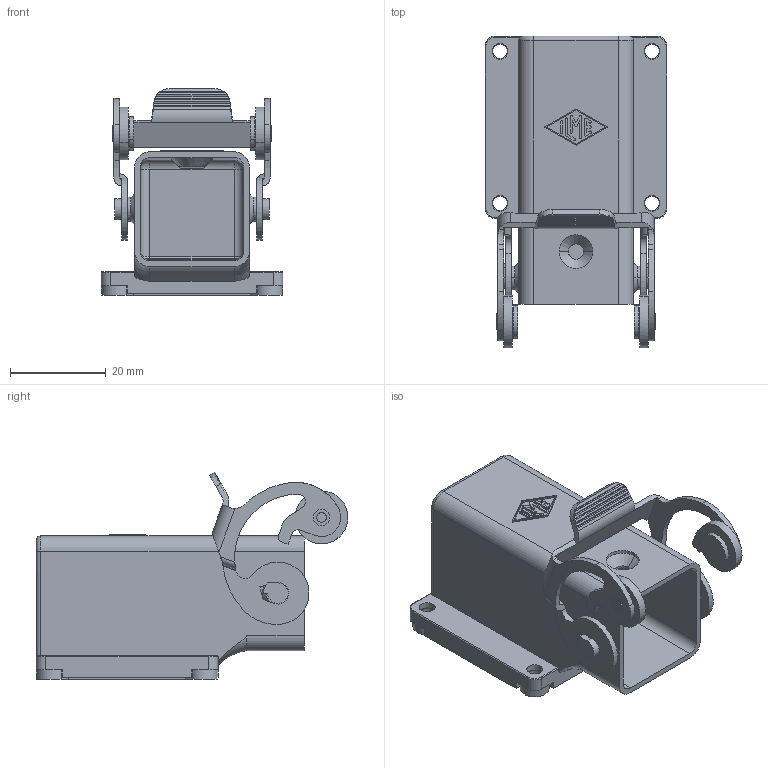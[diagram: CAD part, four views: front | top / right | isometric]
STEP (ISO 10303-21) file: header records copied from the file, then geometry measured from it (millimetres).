
FILE_DESCRIPTION(('Creo Elements/Direct Modeling STEP Export'),'2;1');
FILE_NAME('0lndrp34cr5ag254344','2017-09-22T10:42:01',(''),(''),'PTC Creo Elements/Direct Modeling STEP processor for AP214 (Solid Model)','PTC Creo Elements/Direct Modeling 19.0E 27-Jun-2016 (C) Parametric Technology GmbH','');
FILE_SCHEMA(('AUTOMOTIVE_DESIGN { 1 0 10303 214 1 1 1 1 }'));
Length unit declared in the file: millimetre
Products named in the file (2): CKAXW_03_IA4
Assembly tree (1 placements, depth 2):
  CKAXW_03_IA4
    CKAXW_03_IA4
Bounding box: 38 x 65.13 x 43.2 mm (x, y, z)
Volume: 14606.9 mm3; surface area: 15407 mm2
Topology: 1 solids, 1 shells, 387 faces, 1034 edges, 668 vertices
Faces by surface type: plane 198, cylinder 165, cone 11, torus 8, bspline 3, sphere 2
Entity records: 14522 total; most frequent: CARTESIAN_POINT 4842, ORIENTED_EDGE 2064, DIRECTION 1957, EDGE_CURVE 1032, AXIS2_PLACEMENT_3D 668, VERTEX_POINT 668, VECTOR 621, LINE 621
